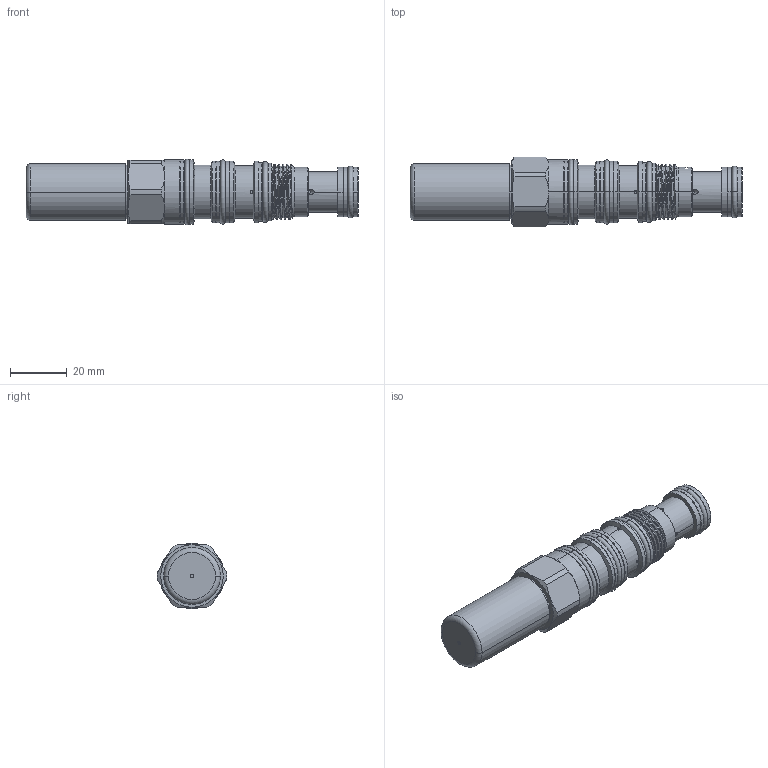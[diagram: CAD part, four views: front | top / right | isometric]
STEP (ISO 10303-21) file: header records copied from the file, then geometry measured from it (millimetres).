
FILE_DESCRIPTION (( 'STEP AP203' ), '1' );
FILE_NAME ('DD21A45-C.STEP', '2024-05-28T00:59:58', ( '' ), ( '' ), 'SwSTEP 2.0', 'SolidWorks 2018', '' );
FILE_SCHEMA (( 'CONFIG_CONTROL_DESIGN' ));
Length unit declared in the file: millimetre
Products named in the file (1): DD21A45-C
Bounding box: 116.85 x 24.59 x 22.98 mm (x, y, z)
Volume: 36227.9 mm3; surface area: 10256.5 mm2
Topology: 1 solids, 1 shells, 245 faces, 551 edges, 338 vertices
Faces by surface type: cylinder 139, plane 43, cone 36, torus 25, bspline 2
Entity records: 8117 total; most frequent: CARTESIAN_POINT 2663, DIRECTION 1161, ORIENTED_EDGE 1102, EDGE_CURVE 551, AXIS2_PLACEMENT_3D 495, VERTEX_POINT 338, EDGE_LOOP 277, CIRCLE 251
